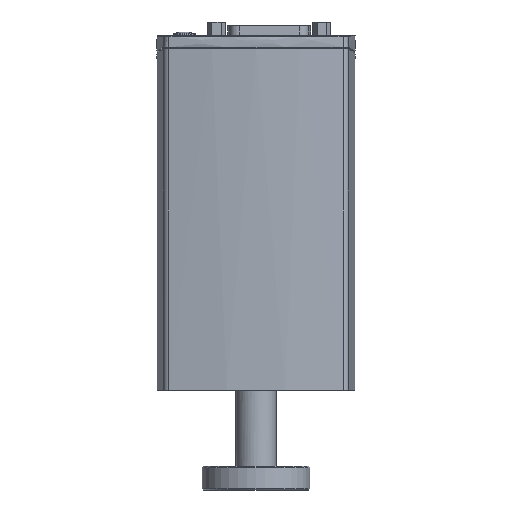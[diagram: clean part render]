
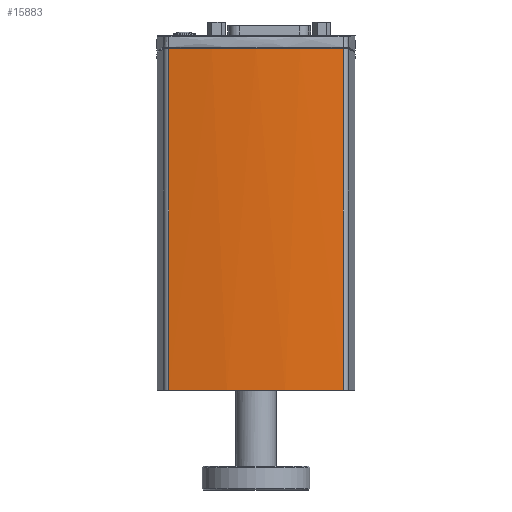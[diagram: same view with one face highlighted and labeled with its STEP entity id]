
A CAD part, left-side view. The second image highlights one B-rep face of the part: STEP entity #15883.
In plain terms, the highlighted cylindrical face has radius 170 mm (diameter 340 mm), a partial arc.
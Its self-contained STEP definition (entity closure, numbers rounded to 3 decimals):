
#347=B_SPLINE_CURVE_WITH_KNOTS('',3,(#30457,#30458,#30459,#30460,#30461,
#30462),.UNSPECIFIED.,.F.,.F.,(4,2,4),(3.561,5.341,
6.145),.UNSPECIFIED.);
#348=B_SPLINE_CURVE_WITH_KNOTS('',3,(#30469,#30470,#30471,#30472,#30473,
#30474),.UNSPECIFIED.,.F.,.F.,(4,2,4),(0.977,1.78,
3.561),.UNSPECIFIED.);
#1364=LINE('',#30464,#2444);
#1365=LINE('',#30468,#2445);
#2444=VECTOR('',#20416,108.186);
#2445=VECTOR('',#20419,108.186);
#3940=FACE_OUTER_BOUND('',#5003,.T.);
#5003=EDGE_LOOP('',(#12263,#12264,#12265,#12266,#12267));
#5873=CIRCLE('',#17200,170.);
#7001=VERTEX_POINT('',#30455);
#7002=VERTEX_POINT('',#30456);
#7003=VERTEX_POINT('',#30463);
#7004=VERTEX_POINT('',#30465);
#7005=VERTEX_POINT('',#30467);
#8843=EDGE_CURVE('',#7001,#7002,#347,.T.);
#8844=EDGE_CURVE('',#7003,#7002,#1364,.T.);
#8845=EDGE_CURVE('',#7004,#7003,#5873,.T.);
#8846=EDGE_CURVE('',#7004,#7005,#1365,.T.);
#8847=EDGE_CURVE('',#7005,#7001,#348,.T.);
#12263=ORIENTED_EDGE('',*,*,#8843,.T.);
#12264=ORIENTED_EDGE('',*,*,#8844,.F.);
#12265=ORIENTED_EDGE('',*,*,#8845,.F.);
#12266=ORIENTED_EDGE('',*,*,#8846,.T.);
#12267=ORIENTED_EDGE('',*,*,#8847,.T.);
#14297=CYLINDRICAL_SURFACE('',#17199,170.);
#15883=ADVANCED_FACE('',(#3940),#14297,.T.);
#17199=AXIS2_PLACEMENT_3D('',#30454,#20414,#20415);
#17200=AXIS2_PLACEMENT_3D('',#30466,#20417,#20418);
#20414=DIRECTION('center_axis',(0.,0.,
1.));
#20415=DIRECTION('ref_axis',(1.,0.,0.));
#20416=DIRECTION('',(0.,0.,1.));
#20417=DIRECTION('center_axis',(0.,0.,
-1.));
#20418=DIRECTION('ref_axis',(1.,0.,0.));
#20419=DIRECTION('',(0.,0.,1.));
#30454=CARTESIAN_POINT('Origin',(138.5,0.,
9.));
#30455=CARTESIAN_POINT('',(-31.5,0.,117.2));
#30456=CARTESIAN_POINT('',(-29.245,27.596,117.186));
#30457=CARTESIAN_POINT('Ctrl Pts',(-31.5,0.,
117.2));
#30458=CARTESIAN_POINT('Ctrl Pts',(-31.5,5.934,117.2));
#30459=CARTESIAN_POINT('Ctrl Pts',(-31.169,12.447,117.201));
#30460=CARTESIAN_POINT('Ctrl Pts',(-30.117,21.836,117.195));
#30461=CARTESIAN_POINT('Ctrl Pts',(-29.714,24.748,117.192));
#30462=CARTESIAN_POINT('Ctrl Pts',(-29.245,27.596,117.186));
#30463=CARTESIAN_POINT('',(-29.245,27.596,9.));
#30464=CARTESIAN_POINT('',(-29.245,27.596,9.));
#30465=CARTESIAN_POINT('',(-29.245,-27.596,9.));
#30466=CARTESIAN_POINT('Origin',(138.5,0.,
9.));
#30467=CARTESIAN_POINT('',(-29.245,-27.596,117.186));
#30468=CARTESIAN_POINT('',(-29.245,-27.596,9.));
#30469=CARTESIAN_POINT('Ctrl Pts',(-29.245,-27.596,117.186));
#30470=CARTESIAN_POINT('Ctrl Pts',(-29.714,-24.748,117.192));
#30471=CARTESIAN_POINT('Ctrl Pts',(-30.117,-21.836,
117.195));
#30472=CARTESIAN_POINT('Ctrl Pts',(-31.169,-12.447,
117.201));
#30473=CARTESIAN_POINT('Ctrl Pts',(-31.5,-5.934,
117.2));
#30474=CARTESIAN_POINT('Ctrl Pts',(-31.5,0.,
117.2));
